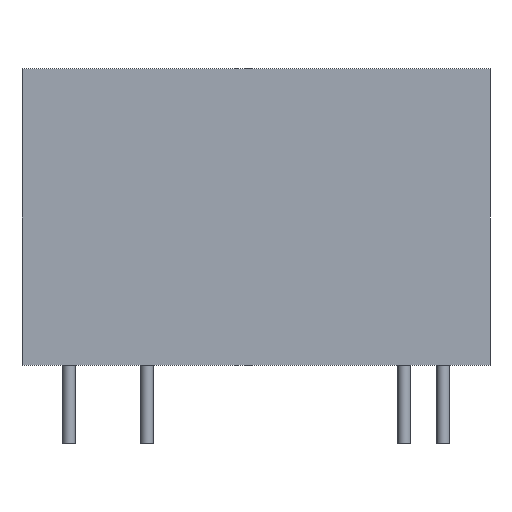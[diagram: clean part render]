
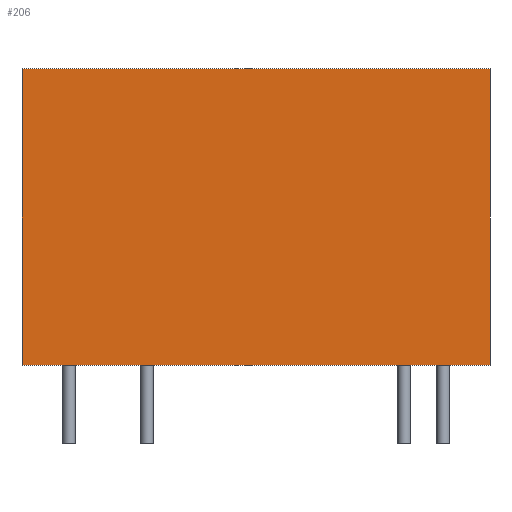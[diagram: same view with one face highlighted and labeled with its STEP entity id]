
A CAD part, front view. The second image highlights one B-rep face of the part: STEP entity #206.
In plain terms, the highlighted planar face has unit normal (0, -1, 0).
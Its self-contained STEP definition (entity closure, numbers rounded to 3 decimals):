
#28=PLANE('',#264);
#42=FACE_OUTER_BOUND('',#56,.T.);
#56=EDGE_LOOP('',(#169,#170,#171,#172));
#72=LINE('',#374,#88);
#73=LINE('',#377,#89);
#74=LINE('',#379,#90);
#75=LINE('',#380,#91);
#88=VECTOR('',#315,1.);
#89=VECTOR('',#318,1.);
#90=VECTOR('',#319,1.);
#91=VECTOR('',#320,1.);
#114=VERTEX_POINT('',#368);
#116=VERTEX_POINT('',#372);
#117=VERTEX_POINT('',#376);
#118=VERTEX_POINT('',#378);
#136=EDGE_CURVE('',#114,#116,#72,.T.);
#137=EDGE_CURVE('',#114,#117,#73,.T.);
#138=EDGE_CURVE('',#118,#116,#74,.T.);
#139=EDGE_CURVE('',#117,#118,#75,.T.);
#169=ORIENTED_EDGE('',*,*,#137,.F.);
#170=ORIENTED_EDGE('',*,*,#136,.T.);
#171=ORIENTED_EDGE('',*,*,#138,.F.);
#172=ORIENTED_EDGE('',*,*,#139,.F.);
#206=ADVANCED_FACE('',(#42),#28,.T.);
#264=AXIS2_PLACEMENT_3D('',#375,#316,#317);
#315=DIRECTION('',(0.,0.,1.));
#316=DIRECTION('center_axis',(0.,-1.,0.));
#317=DIRECTION('ref_axis',(1.,0.,0.));
#318=DIRECTION('',(-1.,0.,0.));
#319=DIRECTION('',(1.,0.,0.));
#320=DIRECTION('',(0.,0.,1.));
#368=CARTESIAN_POINT('',(27.,-8.,5.));
#372=CARTESIAN_POINT('',(27.,-8.,24.));
#374=CARTESIAN_POINT('',(27.,-8.,5.));
#375=CARTESIAN_POINT('Origin',(-3.,-8.,5.));
#376=CARTESIAN_POINT('',(-3.,-8.,5.));
#377=CARTESIAN_POINT('',(27.,-8.,5.));
#378=CARTESIAN_POINT('',(-3.,-8.,24.));
#379=CARTESIAN_POINT('',(27.,-8.,24.));
#380=CARTESIAN_POINT('',(-3.,-8.,5.));
